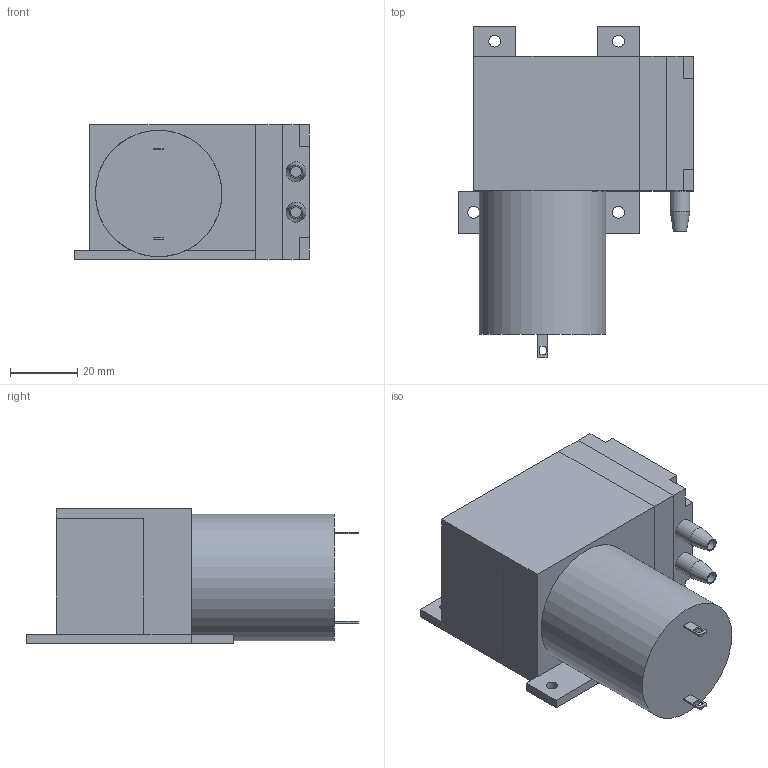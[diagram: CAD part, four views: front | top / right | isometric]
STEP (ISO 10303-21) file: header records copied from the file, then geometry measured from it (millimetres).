
FILE_DESCRIPTION(('FreeCAD Model'),'2;1');
FILE_NAME('Open CASCADE Shape Model','2022-01-27T17:26:55',(''),(''), 'Open CASCADE STEP processor 7.5','FreeCAD','Unknown');
FILE_SCHEMA(('AUTOMOTIVE_DESIGN { 1 0 10303 214 1 1 1 1 }'));
Length unit declared in the file: millimetre
Products named in the file (8): Mini Vacuum Pump; Base; Tapa; Middle; Top; Motor; Pin -; Pin +
Assembly tree (7 placements, depth 2):
  Mini Vacuum Pump
    Base
    Tapa
    Middle
    Top
    Motor
    Pin -
    Pin +
Bounding box: 69.7 x 98.5 x 40 mm (x, y, z)
Volume: 115010.3 mm3; surface area: 42430.2 mm2
Topology: 7 solids, 7 shells, 231 faces, 526 edges, 343 vertices
Faces by surface type: plane 157, cylinder 71, cone 3
Full cylindrical faces by diameter (mm): 1.4 x12, 2 x4, 2.5 x8, 3.2 x2, 3.5 x4, 4 x12, 5.9 x2, 10 x1, 26 x1, 32 x1, 34 x1, 37.5 x2, 37.7 x1, 38 x1
Entity records: 13772 total; most frequent: CARTESIAN_POINT 2542, DIRECTION 2150, LINE 1269, VECTOR 1269, ORIENTED_EDGE 1052, PCURVE 1052, DEFINITIONAL_REPRESENTATION 1052, EDGE_CURVE 526
